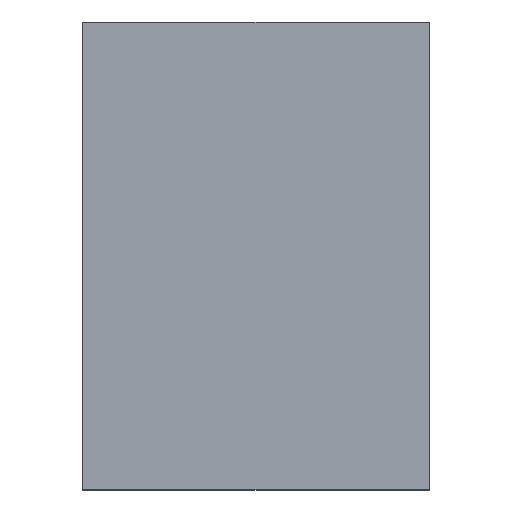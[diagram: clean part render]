
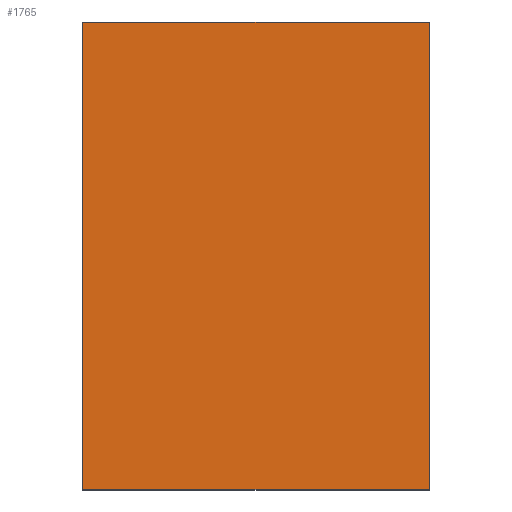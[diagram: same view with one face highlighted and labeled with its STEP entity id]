
A CAD part, top view. The second image highlights one B-rep face of the part: STEP entity #1765.
In plain terms, the highlighted planar face has unit normal (0, 0, 1).
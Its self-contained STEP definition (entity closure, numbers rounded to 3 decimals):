
#146=PLANE('',#1980);
#240=FACE_OUTER_BOUND('',#354,.T.);
#354=EDGE_LOOP('',(#1557,#1558,#1559,#1560));
#527=LINE('',#2875,#721);
#533=LINE('',#2886,#727);
#534=LINE('',#2889,#728);
#536=LINE('',#2892,#730);
#721=VECTOR('',#2383,10.);
#727=VECTOR('',#2395,10.);
#728=VECTOR('',#2398,10.);
#730=VECTOR('',#2402,10.);
#912=VERTEX_POINT('',#2872);
#913=VERTEX_POINT('',#2874);
#915=VERTEX_POINT('',#2884);
#916=VERTEX_POINT('',#2888);
#1125=EDGE_CURVE('',#913,#912,#527,.T.);
#1131=EDGE_CURVE('',#912,#915,#533,.T.);
#1132=EDGE_CURVE('',#916,#913,#534,.T.);
#1134=EDGE_CURVE('',#915,#916,#536,.T.);
#1557=ORIENTED_EDGE('',*,*,#1134,.T.);
#1558=ORIENTED_EDGE('',*,*,#1132,.T.);
#1559=ORIENTED_EDGE('',*,*,#1125,.T.);
#1560=ORIENTED_EDGE('',*,*,#1131,.T.);
#1765=ADVANCED_FACE('',(#240),#146,.T.);
#1980=AXIS2_PLACEMENT_3D('',#2893,#2403,#2404);
#2383=DIRECTION('',(1.,0.,0.));
#2395=DIRECTION('',(0.,1.,0.));
#2398=DIRECTION('',(0.,-1.,0.));
#2402=DIRECTION('',(-1.,0.,0.));
#2403=DIRECTION('center_axis',(0.,0.,1.));
#2404=DIRECTION('ref_axis',(1.,0.,0.));
#2872=CARTESIAN_POINT('',(8.,-10.92,13.95));
#2874=CARTESIAN_POINT('',(-8.,-10.92,13.95));
#2875=CARTESIAN_POINT('',(8.,-10.92,13.95));
#2884=CARTESIAN_POINT('',(8.,10.68,13.95));
#2886=CARTESIAN_POINT('',(8.,10.68,13.95));
#2888=CARTESIAN_POINT('',(-8.,10.68,13.95));
#2889=CARTESIAN_POINT('',(-8.,-10.92,13.95));
#2892=CARTESIAN_POINT('',(-8.,10.68,13.95));
#2893=CARTESIAN_POINT('Origin',(0.,-0.12,13.95));
